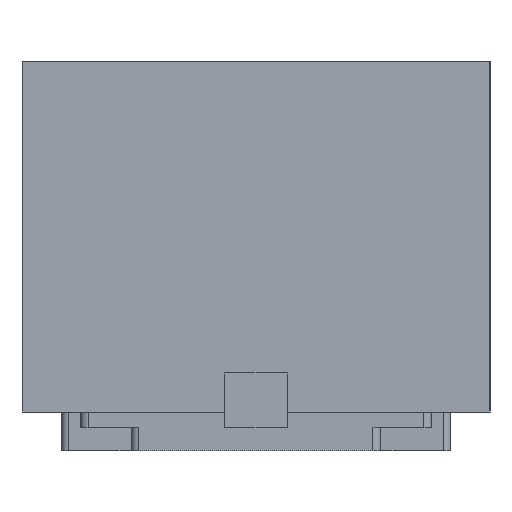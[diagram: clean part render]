
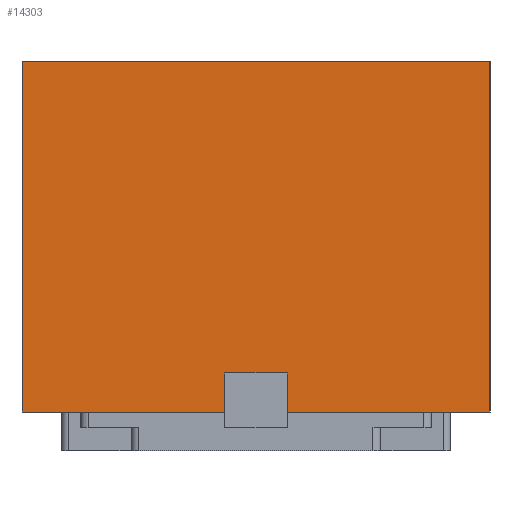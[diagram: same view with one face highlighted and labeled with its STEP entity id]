
A CAD part, left-side view. The second image highlights one B-rep face of the part: STEP entity #14303.
In plain terms, the highlighted planar face has unit normal (-1, 0, 0).
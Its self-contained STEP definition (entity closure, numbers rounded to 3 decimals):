
#466 = ORIENTED_EDGE ( 'NONE', *, *, #6189, .T. ) ;
#677 = DIRECTION ( 'NONE',  ( 0., 0., -1. ) ) ;
#700 = CARTESIAN_POINT ( 'NONE',  ( -0.5, -0.04, 0. ) ) ;
#1823 = CARTESIAN_POINT ( 'NONE',  ( -0.5, -0.3, 0.45 ) ) ;
#2245 = VECTOR ( 'NONE', #10248, 1000. ) ;
#2376 = FACE_OUTER_BOUND ( 'NONE', #3744, .T. ) ;
#2479 = DIRECTION ( 'NONE',  ( 0., -1., 0. ) ) ;
#2529 = EDGE_CURVE ( 'NONE', #5968, #12544, #3534, .T. ) ;
#2549 = PLANE ( 'NONE',  #6491 ) ;
#3149 = CARTESIAN_POINT ( 'NONE',  ( -0.5, 0.3, 0.45 ) ) ;
#3176 = CARTESIAN_POINT ( 'NONE',  ( -0.5, 0.3, 0.45 ) ) ;
#3473 = CARTESIAN_POINT ( 'NONE',  ( -0.5, 0.04, 0.45 ) ) ;
#3534 = LINE ( 'NONE', #6322, #14972 ) ;
#3744 = EDGE_LOOP ( 'NONE', ( #4982, #4563, #10869, #4306, #10546, #8176, #466, #14732 ) ) ;
#4306 = ORIENTED_EDGE ( 'NONE', *, *, #8503, .F. ) ;
#4500 = CARTESIAN_POINT ( 'NONE',  ( -0.5, 0.04, 0. ) ) ;
#4563 = ORIENTED_EDGE ( 'NONE', *, *, #8868, .T. ) ;
#4630 = LINE ( 'NONE', #15309, #5839 ) ;
#4635 = CARTESIAN_POINT ( 'NONE',  ( -0.5, 0.3, 0.05 ) ) ;
#4982 = ORIENTED_EDGE ( 'NONE', *, *, #11023, .T. ) ;
#5174 = EDGE_CURVE ( 'NONE', #13512, #16660, #15487, .T. ) ;
#5343 = VECTOR ( 'NONE', #15223, 1000. ) ;
#5725 = VERTEX_POINT ( 'NONE', #13768 ) ;
#5839 = VECTOR ( 'NONE', #9794, 1000. ) ;
#5968 = VERTEX_POINT ( 'NONE', #700 ) ;
#6171 = VECTOR ( 'NONE', #12167, 1000. ) ;
#6189 = EDGE_CURVE ( 'NONE', #5725, #13512, #4630, .T. ) ;
#6289 = VERTEX_POINT ( 'NONE', #3176 ) ;
#6322 = CARTESIAN_POINT ( 'NONE',  ( -0.5, 0.3, 0. ) ) ;
#6491 = AXIS2_PLACEMENT_3D ( 'NONE', #17044, #14452, #11931 ) ;
#6537 = VERTEX_POINT ( 'NONE', #1823 ) ;
#7130 = CARTESIAN_POINT ( 'NONE',  ( -0.5, -0.04, 0.45 ) ) ;
#7160 = DIRECTION ( 'NONE',  ( 0., 0., -1. ) ) ;
#7218 = LINE ( 'NONE', #7130, #11308 ) ;
#7591 = CARTESIAN_POINT ( 'NONE',  ( -0.5, 0.04, 0.05 ) ) ;
#7905 = CARTESIAN_POINT ( 'NONE',  ( -0.5, -0.04, 0.05 ) ) ;
#8176 = ORIENTED_EDGE ( 'NONE', *, *, #15710, .T. ) ;
#8192 = CARTESIAN_POINT ( 'NONE',  ( -0.5, -0.3, 0. ) ) ;
#8503 = EDGE_CURVE ( 'NONE', #6537, #12544, #12079, .T. ) ;
#8868 = EDGE_CURVE ( 'NONE', #11153, #5968, #7218, .T. ) ;
#9794 = DIRECTION ( 'NONE',  ( 0., -1., 0. ) ) ;
#10235 = EDGE_CURVE ( 'NONE', #6289, #6537, #14190, .T. ) ;
#10248 = DIRECTION ( 'NONE',  ( 0., 0., 1. ) ) ;
#10468 = CARTESIAN_POINT ( 'NONE',  ( -0.5, 0.3, 0.45 ) ) ;
#10546 = ORIENTED_EDGE ( 'NONE', *, *, #10235, .F. ) ;
#10869 = ORIENTED_EDGE ( 'NONE', *, *, #2529, .T. ) ;
#10963 = VECTOR ( 'NONE', #7160, 1000. ) ;
#11023 = EDGE_CURVE ( 'NONE', #16660, #11153, #15136, .T. ) ;
#11033 = LINE ( 'NONE', #3149, #10963 ) ;
#11153 = VERTEX_POINT ( 'NONE', #7905 ) ;
#11308 = VECTOR ( 'NONE', #677, 1000. ) ;
#11734 = VECTOR ( 'NONE', #14283, 1000. ) ;
#11931 = DIRECTION ( 'NONE',  ( 0., 1., 0. ) ) ;
#12079 = LINE ( 'NONE', #14964, #6171 ) ;
#12167 = DIRECTION ( 'NONE',  ( 0., 0., -1. ) ) ;
#12544 = VERTEX_POINT ( 'NONE', #8192 ) ;
#13512 = VERTEX_POINT ( 'NONE', #4500 ) ;
#13768 = CARTESIAN_POINT ( 'NONE',  ( -0.5, 0.3, 0. ) ) ;
#14190 = LINE ( 'NONE', #10468, #11734 ) ;
#14283 = DIRECTION ( 'NONE',  ( 0., -1., 0. ) ) ;
#14303 = ADVANCED_FACE ( 'NONE', ( #2376 ), #2549, .F. ) ;
#14452 = DIRECTION ( 'NONE',  ( 1., 0., 0. ) ) ;
#14732 = ORIENTED_EDGE ( 'NONE', *, *, #5174, .T. ) ;
#14964 = CARTESIAN_POINT ( 'NONE',  ( -0.5, -0.3, 0.45 ) ) ;
#14972 = VECTOR ( 'NONE', #2479, 1000. ) ;
#15136 = LINE ( 'NONE', #4635, #5343 ) ;
#15223 = DIRECTION ( 'NONE',  ( 0., -1., 0. ) ) ;
#15309 = CARTESIAN_POINT ( 'NONE',  ( -0.5, 0.3, 0. ) ) ;
#15487 = LINE ( 'NONE', #3473, #2245 ) ;
#15710 = EDGE_CURVE ( 'NONE', #6289, #5725, #11033, .T. ) ;
#16660 = VERTEX_POINT ( 'NONE', #7591 ) ;
#17044 = CARTESIAN_POINT ( 'NONE',  ( -0.5, 0.3, 0.45 ) ) ;
